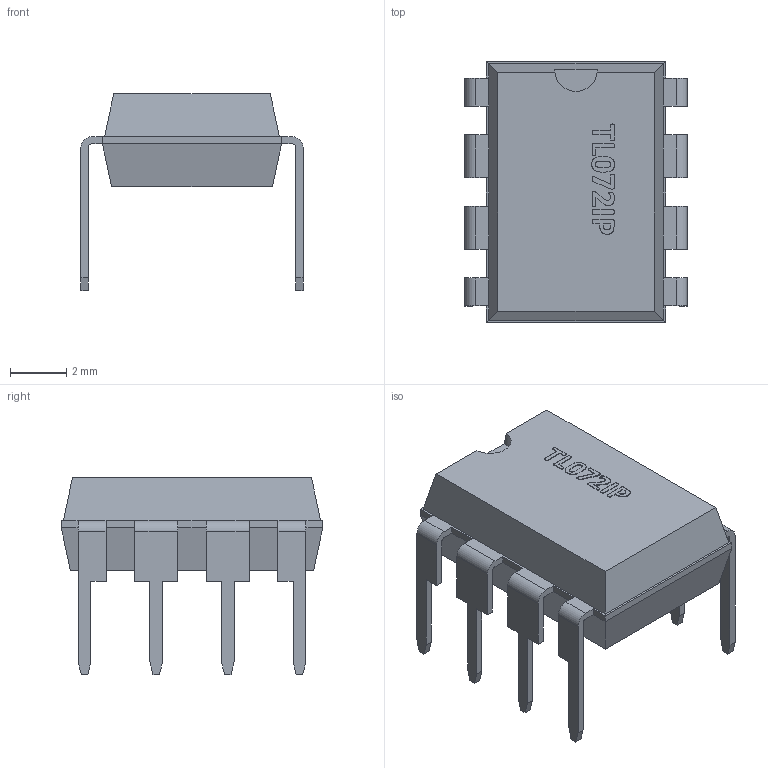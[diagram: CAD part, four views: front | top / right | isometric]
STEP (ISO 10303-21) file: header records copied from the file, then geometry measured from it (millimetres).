
FILE_DESCRIPTION(('FreeCAD Model'),'2;1');
FILE_NAME('test.step', '2018-08-18T02:00:48',('Author'),(''), 'Open CASCADE STEP processor 7.2','FreeCAD','Unknown');
FILE_SCHEMA(('AUTOMOTIVE_DESIGN { 1 0 10303 214 1 1 1 1 }'));
Length unit declared in the file: millimetre
Products named in the file (2): Extrude001; Fusion
Bounding box: 7.87 x 9.27 x 6.99 mm (x, y, z)
Volume: 185 mm3; surface area: 300.8 mm2
Topology: 8 solids, 8 shells, 607 faces, 1704 edges, 1122 vertices
Faces by surface type: extrusion 384, plane 186, bspline 20, cylinder 17
Entity records: 47671 total; most frequent: CARTESIAN_POINT 14344, DIRECTION 4073, VECTOR 3571, ORIENTED_EDGE 3408, PCURVE 3408, DEFINITIONAL_REPRESENTATION 3408, LINE 3187, B_SPLINE_CURVE_WITH_KNOTS 2237
